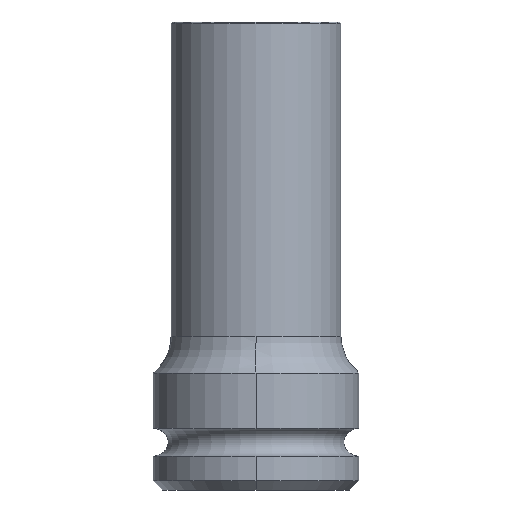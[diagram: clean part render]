
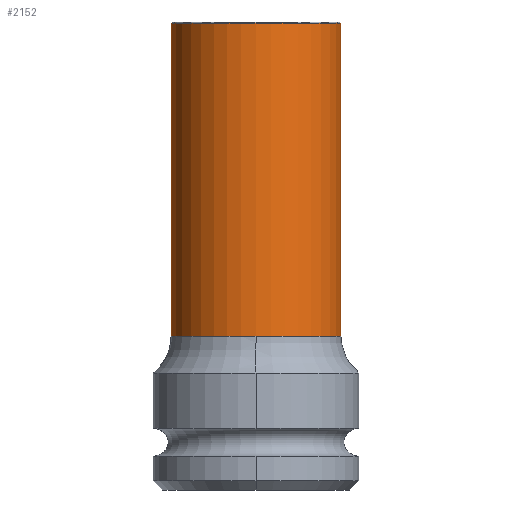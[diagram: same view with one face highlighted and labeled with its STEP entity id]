
A CAD part, left-side view. The second image highlights one B-rep face of the part: STEP entity #2152.
In plain terms, the highlighted cylindrical face has radius 18.15 mm (diameter 36.3 mm), a partial arc.
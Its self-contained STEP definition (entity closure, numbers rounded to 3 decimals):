
#455=DIRECTION('',(0.,0.,1.));
#456=VECTOR('',#455,66.815);
#457=CARTESIAN_POINT('',(0.,18.15,32.885));
#458=LINE('',#457,#456);
#459=DIRECTION('',(0.,0.,1.));
#460=VECTOR('',#459,66.815);
#461=CARTESIAN_POINT('',(0.,-18.15,32.885));
#462=LINE('',#461,#460);
#923=CARTESIAN_POINT('',(0.,0.,99.7));
#924=DIRECTION('',(0.,0.,1.));
#925=DIRECTION('',(0.,1.,0.));
#926=AXIS2_PLACEMENT_3D('',#923,#924,#925);
#928=CARTESIAN_POINT('',(0.,0.,32.885));
#929=DIRECTION('',(0.,0.,1.));
#930=DIRECTION('',(-1.,0.,0.));
#931=AXIS2_PLACEMENT_3D('',#928,#929,#930);
#933=CARTESIAN_POINT('',(0.,0.,32.885));
#934=DIRECTION('',(0.,0.,1.));
#935=DIRECTION('',(0.,1.,0.));
#936=AXIS2_PLACEMENT_3D('',#933,#934,#935);
#1033=CARTESIAN_POINT('',(0.,18.15,32.885));
#1034=CARTESIAN_POINT('',(-18.15,0.,32.885));
#1035=VERTEX_POINT('',#1033);
#1036=VERTEX_POINT('',#1034);
#1037=CARTESIAN_POINT('',(0.,-18.15,32.885));
#1038=VERTEX_POINT('',#1037);
#1051=CARTESIAN_POINT('',(0.,-18.15,99.7));
#1052=CARTESIAN_POINT('',(0.,18.15,99.7));
#1053=VERTEX_POINT('',#1051);
#1054=VERTEX_POINT('',#1052);
#2139=CARTESIAN_POINT('',(0.,0.,21.25));
#2140=DIRECTION('',(0.,0.,1.));
#2141=DIRECTION('',(0.,1.,0.));
#2142=AXIS2_PLACEMENT_3D('',#2139,#2140,#2141);
#2143=CYLINDRICAL_SURFACE('',#2142,18.15);
#2144=ORIENTED_EDGE('',*,*,#2133,.T.);
#2145=ORIENTED_EDGE('',*,*,#1611,.F.);
#2146=ORIENTED_EDGE('',*,*,#1596,.F.);
#2148=ORIENTED_EDGE('',*,*,#2147,.F.);
#2149=ORIENTED_EDGE('',*,*,#1608,.T.);
#2150=EDGE_LOOP('',(#2144,#2145,#2146,#2148,#2149));
#2151=FACE_OUTER_BOUND('',#2150,.F.);
#2152=ADVANCED_FACE('',(#2151),#2143,.T.);
#927=CIRCLE('',#926,18.15);
#932=CIRCLE('',#931,18.15);
#937=CIRCLE('',#936,18.15);
#1596=EDGE_CURVE('',#1036,#1038,#932,.T.);
#1608=EDGE_CURVE('',#1035,#1054,#458,.T.);
#1611=EDGE_CURVE('',#1038,#1053,#462,.T.);
#2133=EDGE_CURVE('',#1054,#1053,#927,.T.);
#2147=EDGE_CURVE('',#1035,#1036,#937,.T.);
